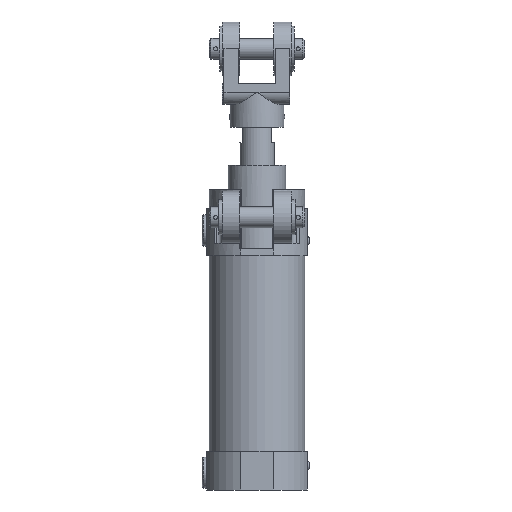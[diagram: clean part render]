
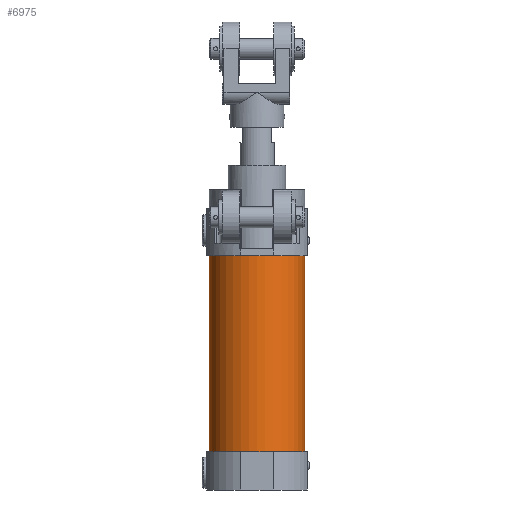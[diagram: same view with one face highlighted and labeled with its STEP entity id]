
A CAD part, front view. The second image highlights one B-rep face of the part: STEP entity #6975.
In plain terms, the highlighted cylindrical face has radius 27.5 mm (diameter 55 mm), a full revolution.
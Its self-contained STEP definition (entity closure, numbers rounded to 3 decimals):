
#1681=ORIENTED_EDGE('',*,*,#3628,.F.);
#1682=ORIENTED_EDGE('',*,*,#3623,.T.);
#3623=EDGE_CURVE('',#4584,#4584,#5189,.T.);
#3628=EDGE_CURVE('',#4585,#4585,#5190,.T.);
#4584=VERTEX_POINT('',#11109);
#4585=VERTEX_POINT('',#11116);
#5189=CIRCLE('',#7573,27.5);
#5190=CIRCLE('',#7575,27.5);
#5504=EDGE_LOOP('',(#1681));
#5505=EDGE_LOOP('',(#1682));
#6177=FACE_BOUND('',#5504,.T.);
#6178=FACE_BOUND('',#5505,.T.);
#6809=CYLINDRICAL_SURFACE('',#7574,27.5);
#6975=ADVANCED_FACE('',(#6177,#6178),#6809,.T.);
#7573=AXIS2_PLACEMENT_3D('',#11108,#8669,#8670);
#7574=AXIS2_PLACEMENT_3D('',#11114,#8675,#8676);
#7575=AXIS2_PLACEMENT_3D('',#11115,#8677,#8678);
#8669=DIRECTION('',(0.,0.,-1.));
#8670=DIRECTION('',(-1.,0.,0.));
#8675=DIRECTION('',(0.,0.,-1.));
#8676=DIRECTION('',(-1.,0.,0.));
#8677=DIRECTION('',(0.,0.,-1.));
#8678=DIRECTION('',(-1.,0.,0.));
#11108=CARTESIAN_POINT('',(0.,0.,165.));
#11109=CARTESIAN_POINT('',(-27.5,0.,165.));
#11114=CARTESIAN_POINT('',(0.,0.,0.));
#11115=CARTESIAN_POINT('',(0.,0.,52.));
#11116=CARTESIAN_POINT('',(-27.5,0.,52.));
